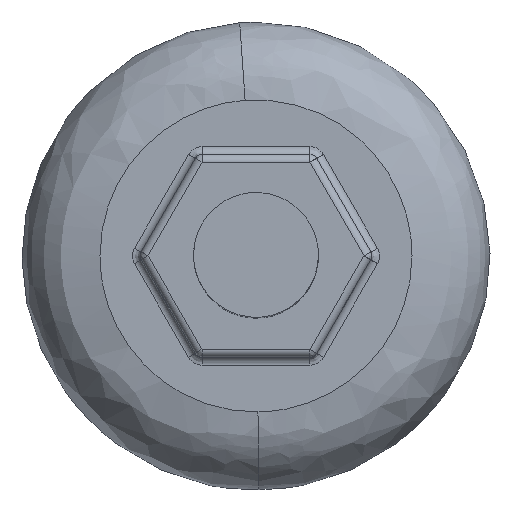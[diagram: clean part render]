
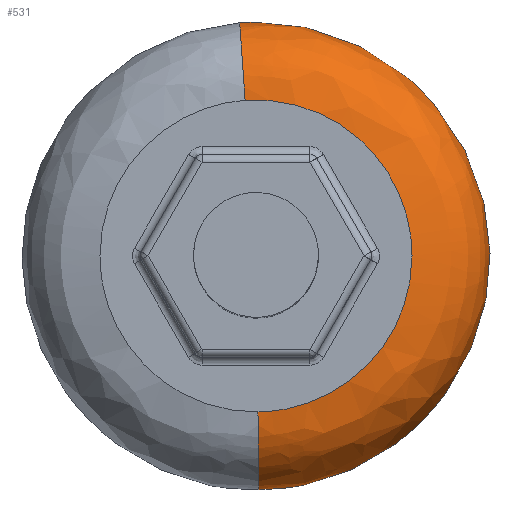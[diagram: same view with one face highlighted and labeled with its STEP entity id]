
A CAD part, top view. The second image highlights one B-rep face of the part: STEP entity #531.
In plain terms, the highlighted free-form (B-spline) face has degree [2, 2] with [7, 5] control points.
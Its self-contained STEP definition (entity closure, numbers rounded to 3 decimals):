
#388=CARTESIAN_POINT('',(-0.648,9.269,9.95));
#389=CARTESIAN_POINT('',(-0.383,9.288,9.95));
#390=CARTESIAN_POINT('',(-0.117,9.291,9.95));
#391=CARTESIAN_POINT('',(9.175,9.408,9.95));
#392=CARTESIAN_POINT('',(9.291,0.117,9.95));
#393=CARTESIAN_POINT('',(9.408,-9.175,9.95));
#394=CARTESIAN_POINT('',(0.117,-9.291,9.95));
#395=CARTESIAN_POINT('',(-1.046,14.963,10.766));
#396=CARTESIAN_POINT('',(-0.618,14.993,10.766));
#397=CARTESIAN_POINT('',(-0.188,14.999,10.766));
#398=CARTESIAN_POINT('',(14.81,15.187,10.766));
#399=CARTESIAN_POINT('',(14.999,0.188,10.766));
#400=CARTESIAN_POINT('',(15.187,-14.81,10.766));
#401=CARTESIAN_POINT('',(0.188,-14.999,10.766));
#402=CARTESIAN_POINT('',(-1.046,14.963,5.));
#403=CARTESIAN_POINT('',(-0.618,14.993,5.0));
#404=CARTESIAN_POINT('',(-0.188,14.999,5.0));
#405=CARTESIAN_POINT('',(14.81,15.187,5.));
#406=CARTESIAN_POINT('',(14.999,0.188,5.0));
#407=CARTESIAN_POINT('',(15.187,-14.81,5.));
#408=CARTESIAN_POINT('',(0.188,-14.999,5.0));
#409=CARTESIAN_POINT('',(-1.046,14.963,-0.766));
#410=CARTESIAN_POINT('',(-0.618,14.993,-0.766));
#411=CARTESIAN_POINT('',(-0.188,14.999,-0.766));
#412=CARTESIAN_POINT('',(14.81,15.187,-0.766));
#413=CARTESIAN_POINT('',(14.999,0.188,-0.766));
#414=CARTESIAN_POINT('',(15.187,-14.81,-0.766));
#415=CARTESIAN_POINT('',(0.188,-14.999,-0.766));
#416=CARTESIAN_POINT('',(-0.648,9.269,0.05));
#417=CARTESIAN_POINT('',(-0.383,9.288,0.05));
#418=CARTESIAN_POINT('',(-0.117,9.291,0.05));
#419=CARTESIAN_POINT('',(9.175,9.408,0.05));
#420=CARTESIAN_POINT('',(9.291,0.117,0.05));
#421=CARTESIAN_POINT('',(9.408,-9.175,0.05));
#422=CARTESIAN_POINT('',(0.117,-9.291,0.05));
#430=(BOUNDED_SURFACE()B_SPLINE_SURFACE(2,2,((#388,#395,#402,#409,#416),(#389,#396,#403,#410,#417),(#390,#397,#404,#411,#418),(#391,#398,#405,#412,#419),(#392,#399,#406,#413,#420),(#393,#400,#407,#414,#421),(#394,#401,#408,#415,#422)),.UNSPECIFIED.,.F.,.F.,.U.)B_SPLINE_SURFACE_WITH_KNOTS((3,2,2,3),(3,2,3),(0.0,0.994,25.847,50.7),(0.0,9.129,18.258),.UNSPECIFIED.)GEOMETRIC_REPRESENTATION_ITEM()RATIONAL_B_SPLINE_SURFACE(((0.968,0.637,0.978,0.637,0.968),(0.979,0.644,0.988,0.644,0.979),(0.991,0.652,1.0,0.652,0.991),(0.7,0.461,0.707,0.461,0.7),(0.991,0.652,1.0,0.652,0.991),(0.7,0.461,0.707,0.461,0.7),(0.991,0.652,1.0,0.652,0.991)))REPRESENTATION_ITEM('')SURFACE());
#431=CARTESIAN_POINT('',(-0.697,9.976,0.));
#432=VERTEX_POINT('',#431);
#433=CARTESIAN_POINT('',(10.0,0.0,0.0));
#434=VERTEX_POINT('',#433);
#435=CARTESIAN_POINT('',(-0.697,9.976,0.));
#436=CARTESIAN_POINT('',(-0.349,10.,0.));
#437=CARTESIAN_POINT('',(0.,10.,0.));
#438=CARTESIAN_POINT('',(10.,10.,0.));
#439=CARTESIAN_POINT('',(10.0,0.0,0.0));
#447=(BOUNDED_CURVE()B_SPLINE_CURVE(2,(#435,#436,#437,#438,#439),.UNSPECIFIED.,.F.,.U.)B_SPLINE_CURVE_WITH_KNOTS((3,2,3),(0.238,0.25,0.5),.UNSPECIFIED.)CURVE()GEOMETRIC_REPRESENTATION_ITEM()RATIONAL_B_SPLINE_CURVE((0.973,0.986,1.0,0.707,1.0))REPRESENTATION_ITEM(''));
#448=EDGE_CURVE('',#432,#434,#447,.T.);
#449=ORIENTED_EDGE('',*,*,#448,.F.);
#450=CARTESIAN_POINT('',(-0.697,9.976,10.));
#451=VERTEX_POINT('',#450);
#452=CARTESIAN_POINT('',(-0.697,9.976,10.));
#453=CARTESIAN_POINT('',(-1.046,14.963,10.));
#454=CARTESIAN_POINT('',(-1.046,14.963,5.));
#455=CARTESIAN_POINT('',(-1.046,14.963,0.));
#456=CARTESIAN_POINT('',(-0.697,9.976,0.));
#464=(BOUNDED_CURVE()B_SPLINE_CURVE(2,(#452,#453,#454,#455,#456),.UNSPECIFIED.,.F.,.U.)B_SPLINE_CURVE_WITH_KNOTS((3,2,3),(-3.794,-2.0,-0.206),.UNSPECIFIED.)CURVE()GEOMETRIC_REPRESENTATION_ITEM()RATIONAL_B_SPLINE_CURVE((0.914,0.668,0.978,0.668,0.914))REPRESENTATION_ITEM(''));
#465=EDGE_CURVE('',#451,#432,#464,.T.);
#466=ORIENTED_EDGE('',*,*,#465,.F.);
#467=CARTESIAN_POINT('',(10.0,0.0,10.0));
#468=VERTEX_POINT('',#467);
#469=CARTESIAN_POINT('',(-0.697,9.976,10.));
#470=CARTESIAN_POINT('',(-0.349,10.,10.));
#471=CARTESIAN_POINT('',(0.0,10.0,10.0));
#472=CARTESIAN_POINT('',(10.,10.,10.));
#473=CARTESIAN_POINT('',(10.0,0.0,10.0));
#481=(BOUNDED_CURVE()B_SPLINE_CURVE(2,(#469,#470,#471,#472,#473),.UNSPECIFIED.,.F.,.U.)B_SPLINE_CURVE_WITH_KNOTS((3,2,3),(0.238,0.25,0.5),.UNSPECIFIED.)CURVE()GEOMETRIC_REPRESENTATION_ITEM()RATIONAL_B_SPLINE_CURVE((0.973,0.986,1.0,0.707,1.0))REPRESENTATION_ITEM(''));
#482=EDGE_CURVE('',#451,#468,#481,.T.);
#483=ORIENTED_EDGE('',*,*,#482,.T.);
#484=CARTESIAN_POINT('',(0.126,-9.999,10.));
#485=VERTEX_POINT('',#484);
#486=CARTESIAN_POINT('',(10.0,0.0,10.0));
#487=CARTESIAN_POINT('',(10.,-9.875,10.));
#488=CARTESIAN_POINT('',(0.126,-9.999,10.));
#496=(BOUNDED_CURVE()B_SPLINE_CURVE(2,(#486,#487,#488),.UNSPECIFIED.,.F.,.U.)B_SPLINE_CURVE_WITH_KNOTS((3,3),(0.5,0.748),.UNSPECIFIED.)CURVE()GEOMETRIC_REPRESENTATION_ITEM()RATIONAL_B_SPLINE_CURVE((1.0,0.71,0.995))REPRESENTATION_ITEM(''));
#497=EDGE_CURVE('',#468,#485,#496,.T.);
#498=ORIENTED_EDGE('',*,*,#497,.T.);
#499=CARTESIAN_POINT('',(0.126,-9.999,0.));
#500=VERTEX_POINT('',#499);
#501=CARTESIAN_POINT('',(0.126,-9.999,10.));
#502=CARTESIAN_POINT('',(0.188,-14.999,10.));
#503=CARTESIAN_POINT('',(0.188,-14.999,5.0));
#504=CARTESIAN_POINT('',(0.188,-14.999,0.));
#505=CARTESIAN_POINT('',(0.126,-9.999,0.));
#513=(BOUNDED_CURVE()B_SPLINE_CURVE(2,(#501,#502,#503,#504,#505),.UNSPECIFIED.,.F.,.U.)B_SPLINE_CURVE_WITH_KNOTS((3,2,3),(-3.794,-2.0,-0.206),.UNSPECIFIED.)CURVE()GEOMETRIC_REPRESENTATION_ITEM()RATIONAL_B_SPLINE_CURVE((0.935,0.684,1.0,0.684,0.935))REPRESENTATION_ITEM(''));
#514=EDGE_CURVE('',#485,#500,#513,.T.);
#515=ORIENTED_EDGE('',*,*,#514,.T.);
#516=CARTESIAN_POINT('',(10.0,0.0,0.0));
#517=CARTESIAN_POINT('',(10.,-9.875,0.0));
#518=CARTESIAN_POINT('',(0.126,-9.999,0.));
#526=(BOUNDED_CURVE()B_SPLINE_CURVE(2,(#516,#517,#518),.UNSPECIFIED.,.F.,.U.)B_SPLINE_CURVE_WITH_KNOTS((3,3),(0.5,0.748),.UNSPECIFIED.)CURVE()GEOMETRIC_REPRESENTATION_ITEM()RATIONAL_B_SPLINE_CURVE((1.0,0.71,0.995))REPRESENTATION_ITEM(''));
#527=EDGE_CURVE('',#434,#500,#526,.T.);
#528=ORIENTED_EDGE('',*,*,#527,.F.);
#529=EDGE_LOOP('',(#449,#466,#483,#498,#515,#528));
#530=FACE_OUTER_BOUND('',#529,.T.);
#531=ADVANCED_FACE('',(#530),#430,.T.);
